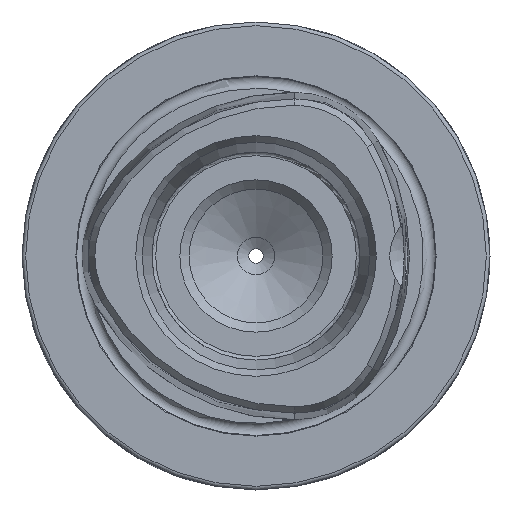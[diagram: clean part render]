
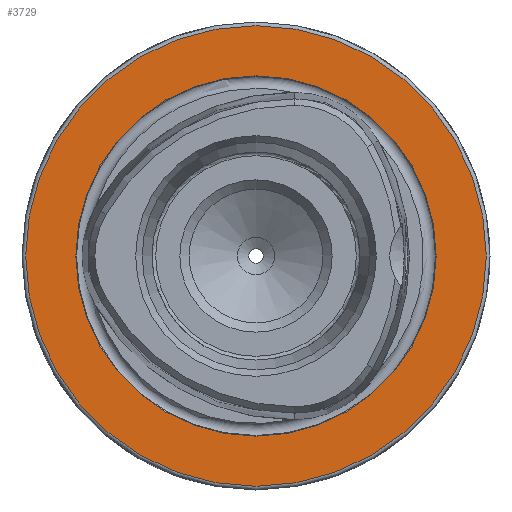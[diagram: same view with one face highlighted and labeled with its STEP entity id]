
A CAD part, left-side view. The second image highlights one B-rep face of the part: STEP entity #3729.
In plain terms, the highlighted planar face has unit normal (-1, 0, 0).
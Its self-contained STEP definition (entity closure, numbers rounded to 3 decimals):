
#1067 = VERTEX_POINT ( 'NONE', #7630 ) ;
#1080 = CARTESIAN_POINT ( 'NONE',  ( 0., 0., 24.25 ) ) ;
#1172 = EDGE_LOOP ( 'NONE', ( #2310 ) ) ;
#2054 = EDGE_CURVE ( 'NONE', #1067, #1067, #3573, .T. ) ;
#2310 = ORIENTED_EDGE ( 'NONE', *, *, #2054, .T. ) ;
#3380 = EDGE_LOOP ( 'NONE', ( #4895 ) ) ;
#3515 = DIRECTION ( 'NONE',  ( -1., 0., 0. ) ) ;
#3573 = CIRCLE ( 'NONE', #7005, 31. ) ;
#3729 = ADVANCED_FACE ( 'NONE', ( #5974, #7876 ), #9393, .F. ) ;
#4207 = AXIS2_PLACEMENT_3D ( 'NONE', #6792, #8536, #5006 ) ;
#4384 = CARTESIAN_POINT ( 'NONE',  ( 0., 0., 0. ) ) ;
#4890 = DIRECTION ( 'NONE',  ( -1., 0., 0. ) ) ;
#4895 = ORIENTED_EDGE ( 'NONE', *, *, #9250, .F. ) ;
#5006 = DIRECTION ( 'NONE',  ( 0., 0., -1. ) ) ;
#5974 = FACE_BOUND ( 'NONE', #3380, .T. ) ;
#6501 = VERTEX_POINT ( 'NONE', #1080 ) ;
#6792 = CARTESIAN_POINT ( 'NONE',  ( 0., 24.25, 0. ) ) ;
#7005 = AXIS2_PLACEMENT_3D ( 'NONE', #4384, #3515, #8978 ) ;
#7630 = CARTESIAN_POINT ( 'NONE',  ( 0., 0., 31. ) ) ;
#7876 = FACE_OUTER_BOUND ( 'NONE', #1172, .T. ) ;
#8536 = DIRECTION ( 'NONE',  ( 1., 0., 0. ) ) ;
#8978 = DIRECTION ( 'NONE',  ( 0., 0., 1. ) ) ;
#9184 = DIRECTION ( 'NONE',  ( 0., 0., 1. ) ) ;
#9250 = EDGE_CURVE ( 'NONE', #6501, #6501, #10131, .T. ) ;
#9393 = PLANE ( 'NONE',  #4207 ) ;
#10131 = CIRCLE ( 'NONE', #10585, 24.25 ) ;
#10153 = CARTESIAN_POINT ( 'NONE',  ( 0., 0., 0. ) ) ;
#10585 = AXIS2_PLACEMENT_3D ( 'NONE', #10153, #4890, #9184 ) ;
